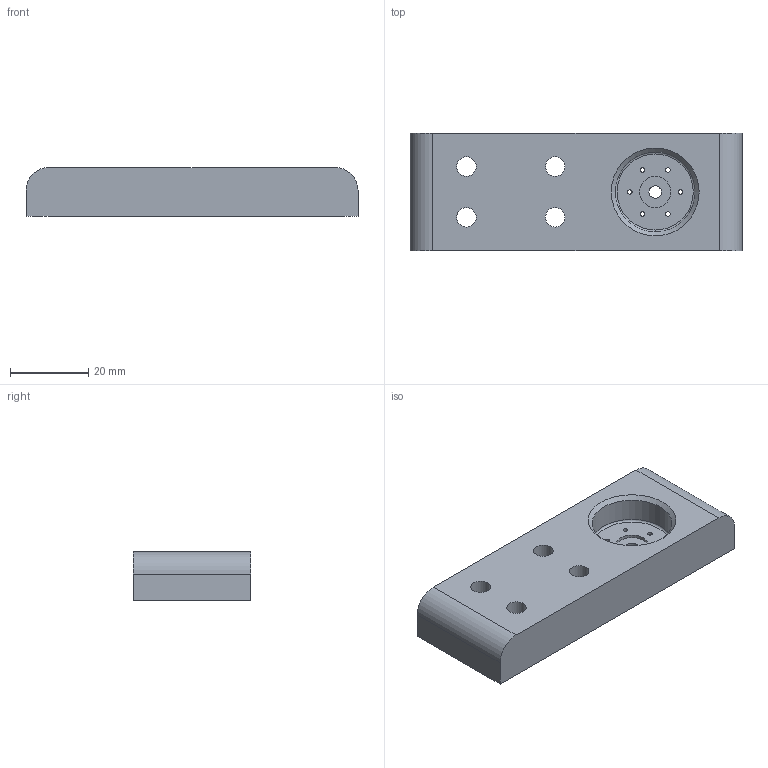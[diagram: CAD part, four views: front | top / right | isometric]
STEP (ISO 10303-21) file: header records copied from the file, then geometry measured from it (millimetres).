
FILE_DESCRIPTION(/* description */ ('STEP AP214'),/* implementation_level */ '2;1');
FILE_NAME(/* name */ '6529f43d189bd15a816fd17e',/* time_stamp */ '2023-10-14T01:51:58Z',/* author */ (''),/* organization */ (''),/* preprocessor_version */ 'ST-DEVELOPER v19.4',/* originating_system */ ' ',/* authorisation */ ' ');
FILE_SCHEMA (('AUTOMOTIVE_DESIGN {1 0 10303 214 3 1 1}'));
Length unit declared in the file: metre
Products named in the file (1): Part 1
Bounding box: 85 x 30 x 12.5 mm (x, y, z)
Volume: 16168 mm3; surface area: 10749.6 mm2
Topology: 1 solids, 1 shells, 57 faces, 149 edges, 98 vertices
Faces by surface type: cylinder 29, plane 20, cone 7, torus 1
Full cylindrical faces by diameter (mm): 1.15 x6, 3.2 x1, 5 x4, 8 x1, 20.5 x1
Entity records: 1710 total; most frequent: DIRECTION 306, CARTESIAN_POINT 276, ORIENTED_EDGE 248, EDGE_CURVE 124, AXIS2_PLACEMENT_3D 124, EDGE_LOOP 104, FACE_BOUND 104, VERTEX_POINT 94
